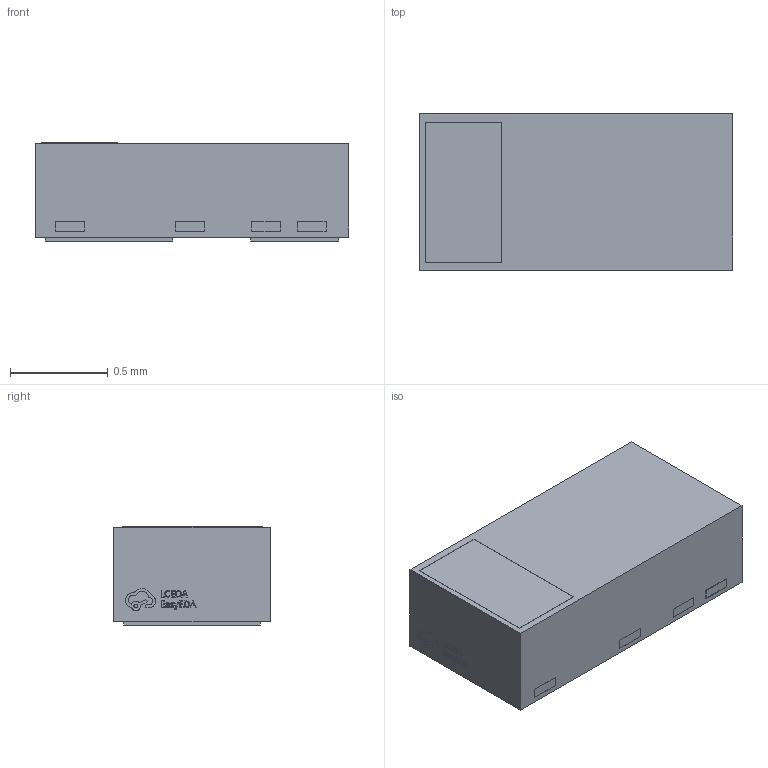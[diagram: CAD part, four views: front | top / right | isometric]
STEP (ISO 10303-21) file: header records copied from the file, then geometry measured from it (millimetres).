
FILE_DESCRIPTION (( 'STEP AP214' ), '1' );
FILE_NAME ('D-L1.6-W0.8-RD.STEP', '2022-07-15T09:31:25', ( '' ), ( '' ), 'SwSTEP 2.0', 'SolidWorks 2020', '' );
FILE_SCHEMA (( 'AUTOMOTIVE_DESIGN' ));
Length unit declared in the file: millimetre
Products named in the file (1): D-L1.6-W0.8-RD
Bounding box: 1.6 x 0.8 x 0.5 mm (x, y, z)
Volume: 0.6 mm3; surface area: 5 mm2
Topology: 1 solids, 1 shells, 285 faces, 759 edges, 506 vertices
Faces by surface type: plane 187, bspline 98
Entity records: 12454 total; most frequent: CARTESIAN_POINT 2857, ORIENTED_EDGE 1518, DIRECTION 935, EDGE_CURVE 759, VECTOR 559, LINE 559, VERTEX_POINT 506, EDGE_LOOP 315
